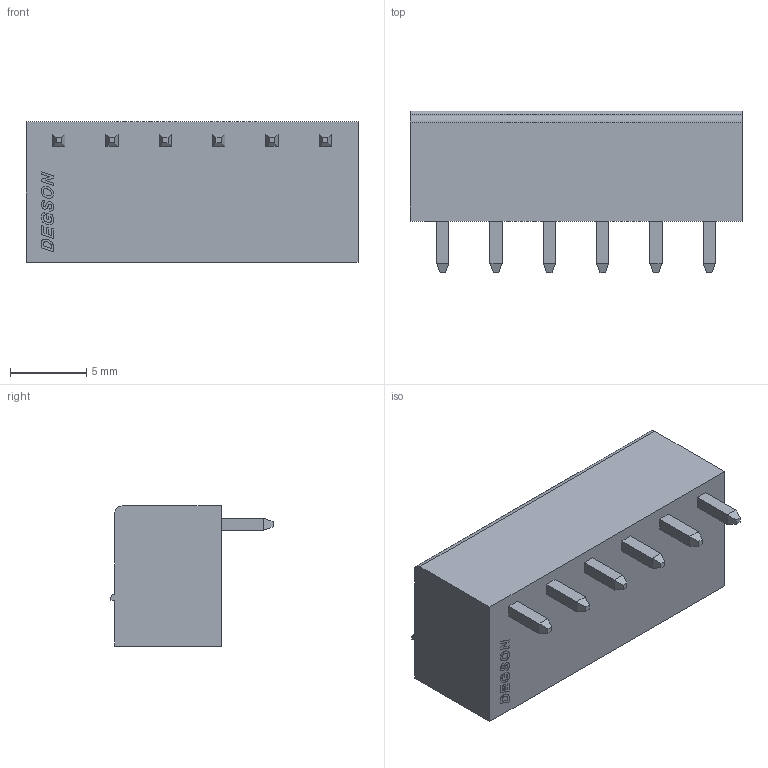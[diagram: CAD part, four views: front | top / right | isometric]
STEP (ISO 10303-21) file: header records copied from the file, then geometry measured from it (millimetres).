
FILE_DESCRIPTION(/* description */ (''),/* implementation_level */ '2;1');
FILE_NAME(/* name */ '15EDGRC-3.5-06P-1Y-00A(H).stp',/* time_stamp */ '2020-05-22T11:33:13+08:00',/* author */ (''),/* organization */ (''),/* preprocessor_version */ 'ST-DEVELOPER v14',/* originating_system */ 'SIEMENS PLM Software NX 8.0',/* authorisation */ '');
FILE_SCHEMA (('AP203_CONFIGURATION_CONTROLLED_3D_DESIGN_OF_MECHANICAL_PARTS_AND_ASSEMBLIES_MIM_LF { 1 0 10303 403 2 1 2}'));
Length unit declared in the file: millimetre
Products named in the file (1): Admi13DCCAE1poyd
Bounding box: 21.8 x 10.64 x 9.2 mm (x, y, z)
Volume: 763.9 mm3; surface area: 1829.2 mm2
Topology: 1 solids, 1 shells, 569 faces, 1557 edges, 1022 vertices
Faces by surface type: plane 542, cone 19, cylinder 8
Entity records: 17738 total; most frequent: CARTESIAN_POINT 3200, ORIENTED_EDGE 3114, DIRECTION 2741, EDGE_CURVE 1557, LINE 1481, VECTOR 1481, VERTEX_POINT 1022, AXIS2_PLACEMENT_3D 630
